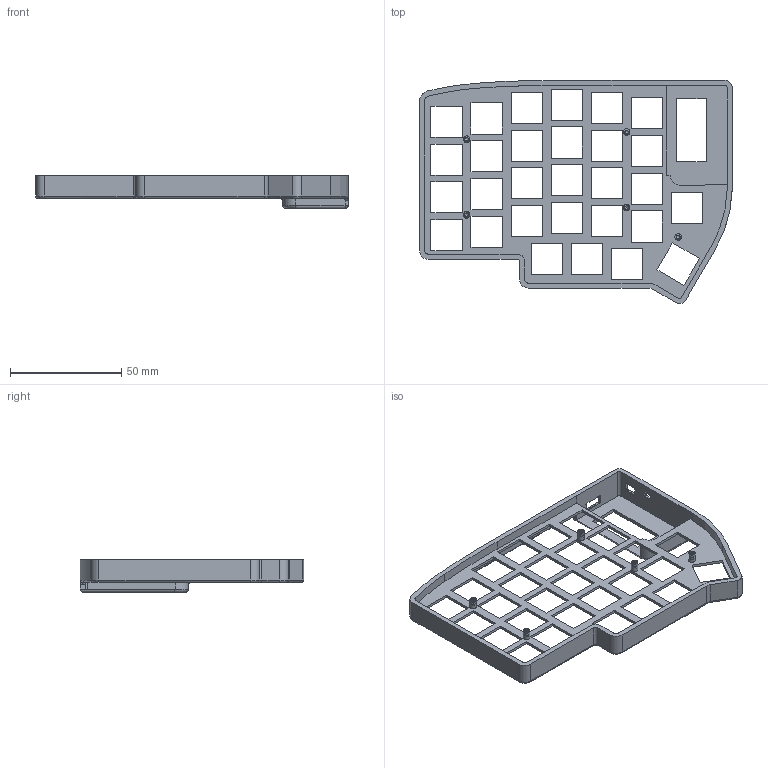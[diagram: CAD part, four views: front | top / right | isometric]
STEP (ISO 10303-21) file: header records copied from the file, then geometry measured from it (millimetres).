
FILE_DESCRIPTION(/* description */ ('','CAx-IF Rec.Pracs.---Representation and Presentation of Product Manufacturing Information (PMI)---4.0---2014-10-13'),/* implementation_level */ '2;1');
FILE_NAME(/* name */ 'full_right_case_01132025.step',/* time_stamp */ '2025-02-19T08:02:34-08:00',/* author */ (''),/* organization */ (''),/* preprocessor_version */ 'ST-DEVELOPER v20',/* originating_system */ 'Autodesk Translation Framework v13.20.0.188',/* authorisation */ '');
FILE_SCHEMA (('AP242_MANAGED_MODEL_BASED_3D_ENGINEERING_MIM_LF { 1 0 10303 442 1 1 4 }'));
Length unit declared in the file: metre
Products named in the file (1): full right case 01132025
Bounding box: 140.61 x 100.38 x 14.84 mm (x, y, z)
Volume: 17554.3 mm3; surface area: 24169.7 mm2
Topology: 1 solids, 1 shells, 404 faces, 1127 edges, 727 vertices
Faces by surface type: plane 176, cylinder 153, bspline 48, torus 22, cone 5
Full cylindrical faces by diameter (mm): 1.623 x20, 2.074 x10, 3 x5
Entity records: 28782 total; most frequent: CARTESIAN_POINT 18915, ORIENTED_EDGE 2242, DIRECTION 1701, EDGE_CURVE 1121, VERTEX_POINT 727, LINE 601, VECTOR 601, AXIS2_PLACEMENT_3D 550
